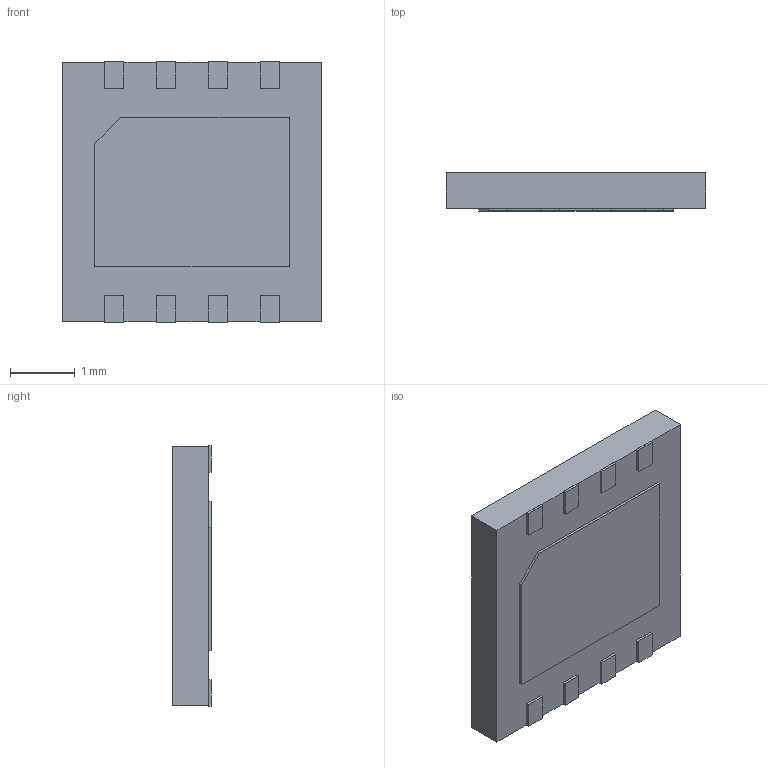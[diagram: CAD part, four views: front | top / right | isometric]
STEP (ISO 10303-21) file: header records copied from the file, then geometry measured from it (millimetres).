
FILE_DESCRIPTION (( 'STEP AP214' ), '1' );
FILE_NAME ('USON_8(3x4).STEP', '2022-10-08T20:32:25', ( '' ), ( '' ), 'SwSTEP 2.0', 'SolidWorks 2022', '' );
FILE_SCHEMA (( 'AUTOMOTIVE_DESIGN' ));
Length unit declared in the file: millimetre
Products named in the file (1): USON_8(3x4)
Bounding box: 4 x 0.59 x 4.02 mm (x, y, z)
Volume: 9.1 mm3; surface area: 41.8 mm2
Topology: 1 solids, 1 shells, 63 faces, 161 edges, 102 vertices
Faces by surface type: plane 61, cylinder 2
Entity records: 2336 total; most frequent: CARTESIAN_POINT 327, ORIENTED_EDGE 322, DIRECTION 293, EDGE_CURVE 161, LINE 157, VECTOR 157, VERTEX_POINT 102, AXIS2_PLACEMENT_3D 68
